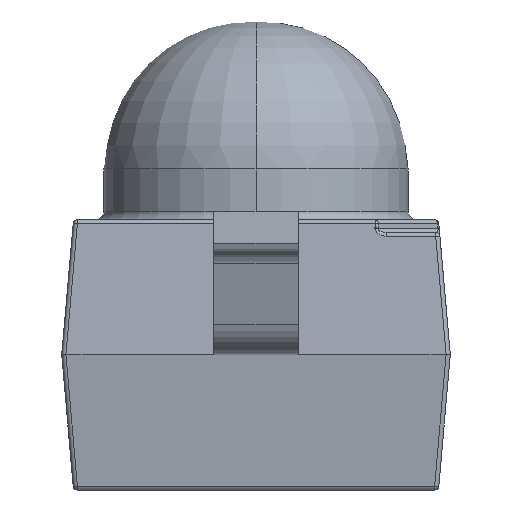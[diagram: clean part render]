
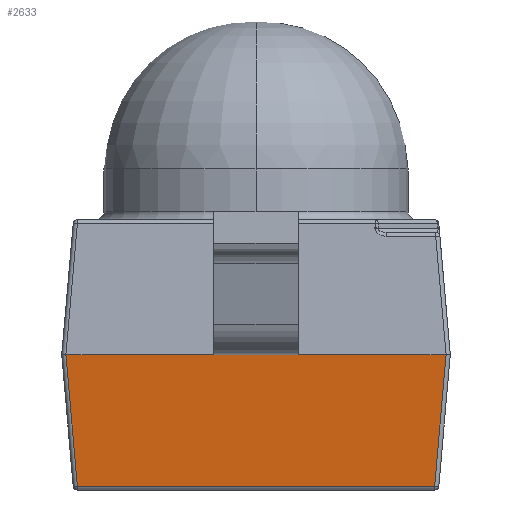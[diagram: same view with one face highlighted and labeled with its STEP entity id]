
A CAD part, left-side view. The second image highlights one B-rep face of the part: STEP entity #2633.
In plain terms, the highlighted planar face has unit normal (-0.996, 0, -0.087).
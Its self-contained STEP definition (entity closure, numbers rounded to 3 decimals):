
#92 = CARTESIAN_POINT ( 'NONE',  ( -1.082, -1.08, 0.023 ) ) ;
#194 = ORIENTED_EDGE ( 'NONE', *, *, #2468, .T. ) ;
#196 = ORIENTED_EDGE ( 'NONE', *, *, #2380, .T. ) ;
#200 = ORIENTED_EDGE ( 'NONE', *, *, #375, .T. ) ;
#299 = LINE ( 'NONE', #1884, #1922 ) ;
#319 = VECTOR ( 'NONE', #3143, 1000. ) ;
#357 = CARTESIAN_POINT ( 'NONE',  ( -1.15, -1.125, 0.8 ) ) ;
#375 = EDGE_CURVE ( 'NONE', #1304, #1956, #833, .T. ) ;
#428 = LINE ( 'NONE', #2360, #319 ) ;
#499 = CARTESIAN_POINT ( 'NONE',  ( -1.15, 1.15, 0.8 ) ) ;
#608 = VECTOR ( 'NONE', #2306, 1000. ) ;
#769 = DIRECTION ( 'NONE',  ( 0., 1., 0. ) ) ;
#806 = PLANE ( 'NONE',  #1197 ) ;
#833 = LINE ( 'NONE', #499, #1999 ) ;
#869 = CARTESIAN_POINT ( 'NONE',  ( -1.15, -0.25, 0.8 ) ) ;
#992 = EDGE_CURVE ( 'NONE', #1974, #3073, #428, .T. ) ;
#1026 = ORIENTED_EDGE ( 'NONE', *, *, #992, .T. ) ;
#1134 = CARTESIAN_POINT ( 'NONE',  ( -1.15, 1.125, 0.8 ) ) ;
#1137 = DIRECTION ( 'NONE',  ( 0., 1., 0. ) ) ;
#1156 = CARTESIAN_POINT ( 'NONE',  ( -1.15, 0.25, 0.8 ) ) ;
#1159 = DIRECTION ( 'NONE',  ( 0., -1., 0. ) ) ;
#1182 = CARTESIAN_POINT ( 'NONE',  ( -1.082, -1.057, 0.023 ) ) ;
#1188 = LINE ( 'NONE', #2561, #608 ) ;
#1197 = AXIS2_PLACEMENT_3D ( 'NONE', #2953, #1645, #1159 ) ;
#1304 = VERTEX_POINT ( 'NONE', #869 ) ;
#1345 = ORIENTED_EDGE ( 'NONE', *, *, #1824, .T. ) ;
#1372 = DIRECTION ( 'NONE',  ( 0., 1., 0. ) ) ;
#1433 = CARTESIAN_POINT ( 'NONE',  ( -1.082, 1.057, 0.023 ) ) ;
#1597 = VERTEX_POINT ( 'NONE', #357 ) ;
#1645 = DIRECTION ( 'NONE',  ( 0.996, 0., 0.087 ) ) ;
#1726 = VERTEX_POINT ( 'NONE', #1182 ) ;
#1742 = DIRECTION ( 'NONE',  ( 0., -1., 0. ) ) ;
#1774 = EDGE_LOOP ( 'NONE', ( #196, #1026, #1345, #194, #2162, #200 ) ) ;
#1824 = EDGE_CURVE ( 'NONE', #3073, #1726, #3058, .T. ) ;
#1884 = CARTESIAN_POINT ( 'NONE',  ( -1.15, 1.15, 0.8 ) ) ;
#1922 = VECTOR ( 'NONE', #1137, 1000. ) ;
#1956 = VERTEX_POINT ( 'NONE', #1156 ) ;
#1974 = VERTEX_POINT ( 'NONE', #1134 ) ;
#1999 = VECTOR ( 'NONE', #769, 1000. ) ;
#2020 = VECTOR ( 'NONE', #1372, 1000. ) ;
#2132 = CARTESIAN_POINT ( 'NONE',  ( -1.15, 1.15, 0.8 ) ) ;
#2162 = ORIENTED_EDGE ( 'NONE', *, *, #2860, .T. ) ;
#2306 = DIRECTION ( 'NONE',  ( -0.087, -0.087, 0.992 ) ) ;
#2360 = CARTESIAN_POINT ( 'NONE',  ( -1.15, 1.125, 0.802 ) ) ;
#2380 = EDGE_CURVE ( 'NONE', #1956, #1974, #2413, .T. ) ;
#2413 = LINE ( 'NONE', #2132, #2020 ) ;
#2468 = EDGE_CURVE ( 'NONE', #1726, #1597, #1188, .T. ) ;
#2561 = CARTESIAN_POINT ( 'NONE',  ( -1.133, -1.108, 0.604 ) ) ;
#2633 = ADVANCED_FACE ( 'NONE', ( #3122 ), #806, .F. ) ;
#2833 = VECTOR ( 'NONE', #1742, 1000. ) ;
#2860 = EDGE_CURVE ( 'NONE', #1597, #1304, #299, .T. ) ;
#2953 = CARTESIAN_POINT ( 'NONE',  ( -1.15, 1.15, 0.8 ) ) ;
#3058 = LINE ( 'NONE', #92, #2833 ) ;
#3073 = VERTEX_POINT ( 'NONE', #1433 ) ;
#3122 = FACE_OUTER_BOUND ( 'NONE', #1774, .T. ) ;
#3143 = DIRECTION ( 'NONE',  ( 0.087, -0.087, -0.992 ) ) ;
